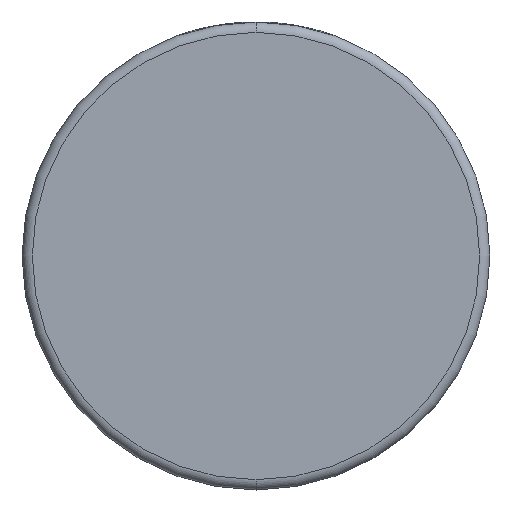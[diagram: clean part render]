
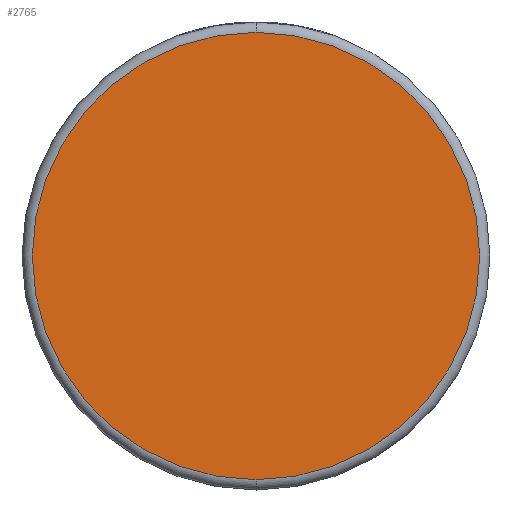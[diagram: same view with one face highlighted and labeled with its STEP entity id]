
A CAD part, front view. The second image highlights one B-rep face of the part: STEP entity #2765.
In plain terms, the highlighted planar face has unit normal (0, -1, 0).
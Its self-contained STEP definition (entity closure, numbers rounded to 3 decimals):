
#115 = DIRECTION ( 'NONE',  ( 0., 0., 1. ) ) ;
#360 = AXIS2_PLACEMENT_3D ( 'NONE', #1725, #1411, #115 ) ;
#603 = DIRECTION ( 'NONE',  ( 0., 0., 1. ) ) ;
#739 = CIRCLE ( 'NONE', #360, 43.5 ) ;
#812 = FACE_OUTER_BOUND ( 'NONE', #1359, .T. ) ;
#1013 = DIRECTION ( 'NONE',  ( 0., 0., 1. ) ) ;
#1041 = CARTESIAN_POINT ( 'NONE',  ( 0., 0., 0. ) ) ;
#1243 = DIRECTION ( 'NONE',  ( 0., -1., 0. ) ) ;
#1359 = EDGE_LOOP ( 'NONE', ( #1376, #1948 ) ) ;
#1361 = VERTEX_POINT ( 'NONE', #1785 ) ;
#1376 = ORIENTED_EDGE ( 'NONE', *, *, #2037, .T. ) ;
#1411 = DIRECTION ( 'NONE',  ( 0., -1., 0. ) ) ;
#1725 = CARTESIAN_POINT ( 'NONE',  ( 0., 0., 0. ) ) ;
#1785 = CARTESIAN_POINT ( 'NONE',  ( 0., 0., -43.5 ) ) ;
#1948 = ORIENTED_EDGE ( 'NONE', *, *, #3484, .T. ) ;
#1978 = DIRECTION ( 'NONE',  ( 0., 1., 0. ) ) ;
#1991 = AXIS2_PLACEMENT_3D ( 'NONE', #2483, #1243, #603 ) ;
#2037 = EDGE_CURVE ( 'NONE', #3933, #1361, #2231, .T. ) ;
#2231 = CIRCLE ( 'NONE', #1991, 43.5 ) ;
#2483 = CARTESIAN_POINT ( 'NONE',  ( 0., 0., 0. ) ) ;
#2765 = ADVANCED_FACE ( 'NONE', ( #812 ), #3298, .F. ) ;
#3298 = PLANE ( 'NONE',  #3840 ) ;
#3484 = EDGE_CURVE ( 'NONE', #1361, #3933, #739, .T. ) ;
#3717 = CARTESIAN_POINT ( 'NONE',  ( 0., 0., 43.5 ) ) ;
#3840 = AXIS2_PLACEMENT_3D ( 'NONE', #1041, #1978, #1013 ) ;
#3933 = VERTEX_POINT ( 'NONE', #3717 ) ;
